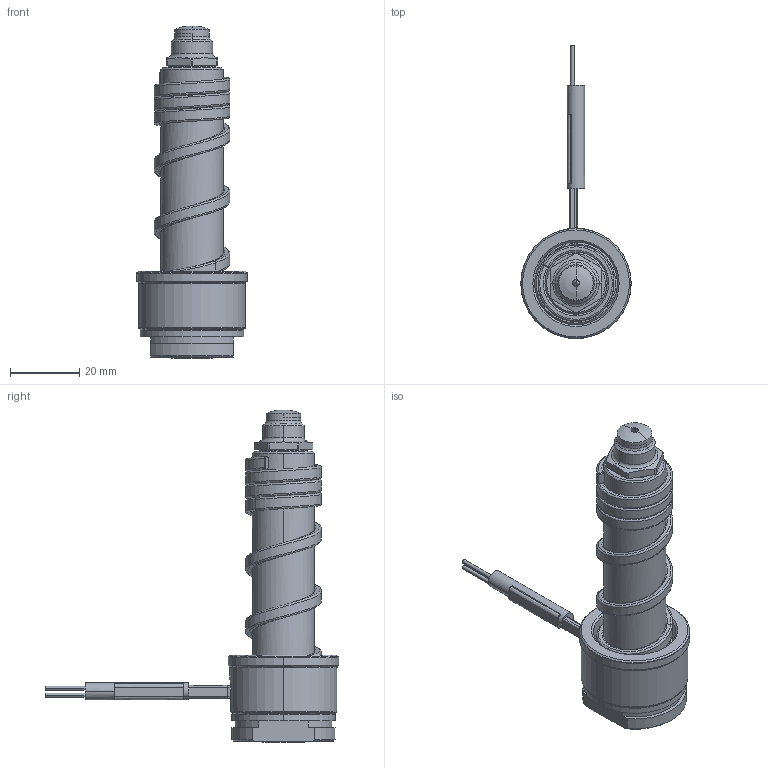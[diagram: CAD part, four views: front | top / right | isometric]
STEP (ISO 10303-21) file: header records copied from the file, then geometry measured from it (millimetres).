
FILE_DESCRIPTION((''),'2;1');
FILE_NAME('SM-96-BEU-R','2014-02-27T',('Íàòàëüÿ'),('IMID'),'PRO/ENGINEER BY PARAMETRIC TECHNOLOGY CORPORATION, 2010180','PRO/ENGINEER BY PARAMETRIC TECHNOLOGY CORPORATION, 2010180','');
FILE_SCHEMA(('CONFIG_CONTROL_DESIGN'));
Length unit declared in the file: millimetre
Products named in the file (1): SM-96-BEU-R
Bounding box: 32 x 85 x 96.2 mm (x, y, z)
Volume: 32968.4 mm3; surface area: 18183.1 mm2
Topology: 1 solids, 9 shells, 332 faces, 861 edges, 516 vertices
Faces by surface type: cylinder 110, bspline 66, cone 60, plane 50, torus 26, revolution 9, extrusion 7, sphere 4
Entity records: 17721 total; most frequent: CARTESIAN_POINT 10016, ORIENTED_EDGE 1682, DIRECTION 1480, EDGE_CURVE 853, AXIS2_PLACEMENT_3D 589, VERTEX_POINT 516, EDGE_LOOP 353, CIRCLE 338
